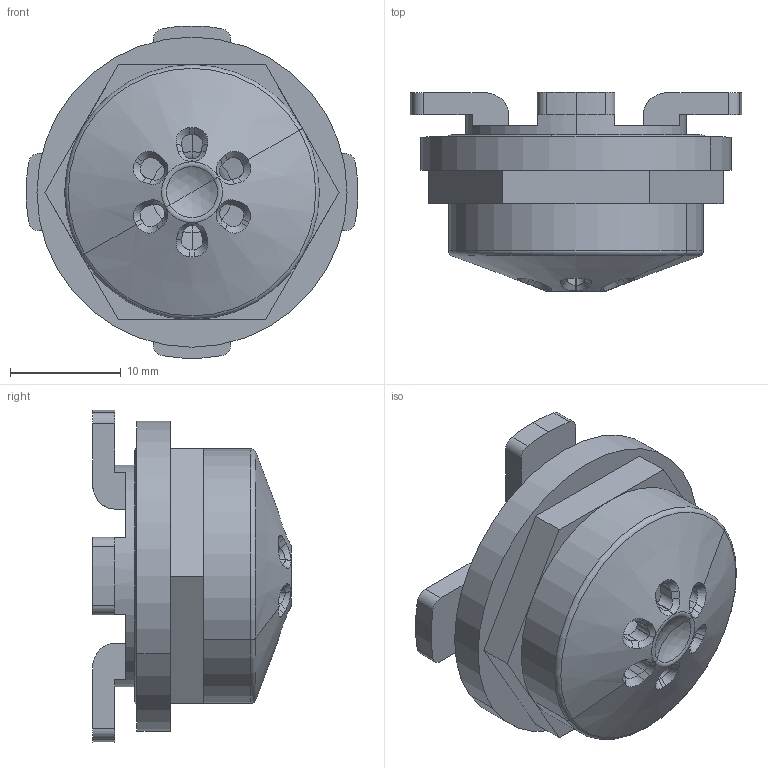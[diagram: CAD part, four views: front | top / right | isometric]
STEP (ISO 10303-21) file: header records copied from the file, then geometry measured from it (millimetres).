
FILE_DESCRIPTION (( 'STEP AP203' ), '1' );
FILE_NAME ('CP-30-WGO-1.STEP', '2017-04-14T01:10:32', ( '' ), ( '' ), 'SwSTEP 2.0', 'SolidWorks 2014', '' );
FILE_SCHEMA (( 'CONFIG_CONTROL_DESIGN' ));
Length unit declared in the file: millimetre
Products named in the file (4): CP-30-WGO-1; CP-30-WGO-1_水抜きキャップ蓋_2; CP-30-WGO-1_P20 O儕儞僌; CP-30-WGO-1_水抜きキャップベース_金型改造
Assembly tree (3 placements, depth 2):
  CP-30-WGO-1
    CP-30-WGO-1_水抜きキャップベース_金型改造
    CP-30-WGO-1_水抜きキャップ蓋_2
    CP-30-WGO-1_P20 O儕儞僌
Bounding box: 29.95 x 17.94 x 29.97 mm (x, y, z)
Volume: 4577.2 mm3; surface area: 5671.2 mm2
Topology: 3 solids, 3 shells, 252 faces, 644 edges, 394 vertices
Faces by surface type: cylinder 99, plane 51, torus 38, bspline 36, cone 24, sphere 4
Entity records: 11544 total; most frequent: CARTESIAN_POINT 5329, ORIENTED_EDGE 1280, DIRECTION 1133, EDGE_CURVE 640, AXIS2_PLACEMENT_3D 463, VERTEX_POINT 394, EDGE_LOOP 274, FACE_OUTER_BOUND 252
